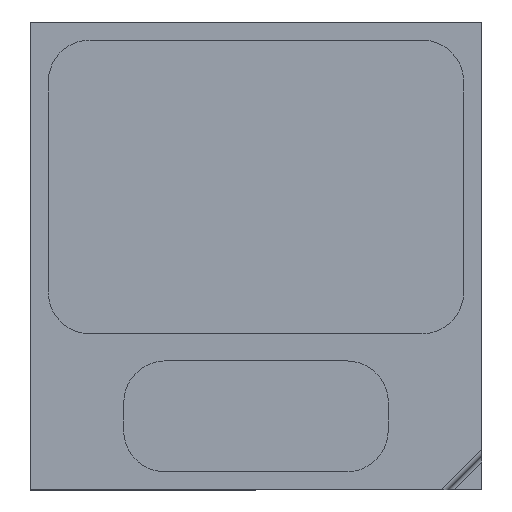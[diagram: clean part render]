
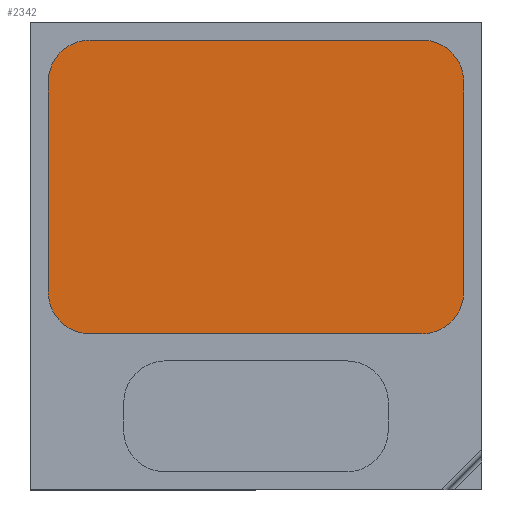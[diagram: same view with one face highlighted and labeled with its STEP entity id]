
A CAD part, top view. The second image highlights one B-rep face of the part: STEP entity #2342.
In plain terms, the highlighted planar face has unit normal (0, 0, 1).
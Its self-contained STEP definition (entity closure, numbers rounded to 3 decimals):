
#13 = LINE ( 'NONE', #2346, #2764 ) ;
#283 = CARTESIAN_POINT ( 'NONE',  ( 2.3, 1.926, 0. ) ) ;
#377 = ORIENTED_EDGE ( 'NONE', *, *, #1652, .F. ) ;
#383 = ORIENTED_EDGE ( 'NONE', *, *, #1656, .F. ) ;
#385 = ORIENTED_EDGE ( 'NONE', *, *, #1664, .F. ) ;
#387 = ORIENTED_EDGE ( 'NONE', *, *, #1676, .F. ) ;
#391 = ORIENTED_EDGE ( 'NONE', *, *, #1681, .F. ) ;
#405 = ORIENTED_EDGE ( 'NONE', *, *, #1685, .F. ) ;
#409 = ORIENTED_EDGE ( 'NONE', *, *, #1647, .F. ) ;
#413 = ORIENTED_EDGE ( 'NONE', *, *, #1651, .F. ) ;
#510 = CARTESIAN_POINT ( 'NONE',  ( 2.3, -0.398, 0. ) ) ;
#565 = VERTEX_POINT ( 'NONE', #2086 ) ;
#578 = EDGE_LOOP ( 'NONE', ( #413, #409, #405, #391, #387, #385, #383, #377 ) ) ;
#579 = AXIS2_PLACEMENT_3D ( 'NONE', #1233, #1190, #1187 ) ;
#611 = VECTOR ( 'NONE', #1183, 1000. ) ;
#717 = B_SPLINE_CURVE_WITH_KNOTS ( 'NONE', 3,
 ( #2204, #2298, #2185, #2126, #2122, #2110, #2075 ),
 .UNSPECIFIED., .F., .F.,
 ( 4, 1, 1, 1, 4 ),
 ( 0.755, 0.766, 0.776, 0.787, 0.797 ),
 .UNSPECIFIED. ) ;
#761 = VERTEX_POINT ( 'NONE', #1892 ) ;
#863 = CARTESIAN_POINT ( 'NONE',  ( 1.836, 2.39, 0. ) ) ;
#866 = CARTESIAN_POINT ( 'NONE',  ( 1.836, -0.862, 0. ) ) ;
#912 = CARTESIAN_POINT ( 'NONE',  ( -1.836, 2.39, 0. ) ) ;
#922 = CARTESIAN_POINT ( 'NONE',  ( -2.3, -0.398, 0. ) ) ;
#947 = CARTESIAN_POINT ( 'NONE',  ( -1.836, -0.862, 0. ) ) ;
#963 = CARTESIAN_POINT ( 'NONE',  ( 1.887, -0.862, 0. ) ) ;
#1071 = CARTESIAN_POINT ( 'NONE',  ( 2., -0.845, 0. ) ) ;
#1087 = CARTESIAN_POINT ( 'NONE',  ( 2.174, -0.739, 0. ) ) ;
#1145 = CARTESIAN_POINT ( 'NONE',  ( 2.283, -0.565, 0. ) ) ;
#1183 = DIRECTION ( 'NONE',  ( 0., -1., 0. ) ) ;
#1187 = DIRECTION ( 'NONE',  ( 0., -1., 0. ) ) ;
#1190 = DIRECTION ( 'NONE',  ( 0., 0., 1. ) ) ;
#1201 = CARTESIAN_POINT ( 'NONE',  ( 2.3, -0.45, 0. ) ) ;
#1233 = CARTESIAN_POINT ( 'NONE',  ( 0., 0., 0. ) ) ;
#1257 = CARTESIAN_POINT ( 'NONE',  ( 2.3, 0., 0. ) ) ;
#1258 = PLANE ( 'NONE',  #579 ) ;
#1270 = CARTESIAN_POINT ( 'NONE',  ( 2.3, -0.398, 0. ) ) ;
#1283 = CARTESIAN_POINT ( 'NONE',  ( 2.3, 1.926, 0. ) ) ;
#1315 = CARTESIAN_POINT ( 'NONE',  ( 2.3, 1.978, 0. ) ) ;
#1351 = VERTEX_POINT ( 'NONE', #922 ) ;
#1372 = CARTESIAN_POINT ( 'NONE',  ( 2.283, 2.093, 0. ) ) ;
#1402 = CARTESIAN_POINT ( 'NONE',  ( 2.174, 2.267, 0. ) ) ;
#1410 = CARTESIAN_POINT ( 'NONE',  ( 1.836, 2.39, 0. ) ) ;
#1441 = B_SPLINE_CURVE_WITH_KNOTS ( 'NONE', 3,
 ( #2050, #2642, #1921, #1916, #1863, #1812, #1795 ),
 .UNSPECIFIED., .F., .F.,
 ( 4, 1, 1, 1, 4 ),
 ( 0.959, 0.969, 0.979, 0.99, 1. ),
 .UNSPECIFIED. ) ;
#1447 = FACE_OUTER_BOUND ( 'NONE', #578, .T. ) ;
#1462 = VECTOR ( 'NONE', #1984, 1000. ) ;
#1538 = CARTESIAN_POINT ( 'NONE',  ( 2., 2.373, 0. ) ) ;
#1556 = CARTESIAN_POINT ( 'NONE',  ( 1.887, 2.39, 0. ) ) ;
#1647 = EDGE_CURVE ( 'NONE', #565, #2413, #13, .T. ) ;
#1651 = EDGE_CURVE ( 'NONE', #2413, #1351, #717, .T. ) ;
#1652 = EDGE_CURVE ( 'NONE', #1351, #761, #2296, .T. ) ;
#1656 = EDGE_CURVE ( 'NONE', #761, #2440, #1441, .T. ) ;
#1664 = EDGE_CURVE ( 'NONE', #2440, #2547, #2556, .T. ) ;
#1676 = EDGE_CURVE ( 'NONE', #2547, #1748, #1705, .T. ) ;
#1681 = EDGE_CURVE ( 'NONE', #1748, #2704, #2703, .T. ) ;
#1685 = EDGE_CURVE ( 'NONE', #2704, #565, #1952, .T. ) ;
#1705 = B_SPLINE_CURVE_WITH_KNOTS ( 'NONE', 3,
 ( #1410, #1556, #1538, #1402, #1372, #1315, #1283 ),
 .UNSPECIFIED., .F., .F.,
 ( 4, 1, 1, 1, 4 ),
 ( 0.255, 0.266, 0.276, 0.287, 0.297 ),
 .UNSPECIFIED. ) ;
#1748 = VERTEX_POINT ( 'NONE', #283 ) ;
#1795 = CARTESIAN_POINT ( 'NONE',  ( -1.836, 2.39, 0. ) ) ;
#1812 = CARTESIAN_POINT ( 'NONE',  ( -1.887, 2.39, 0. ) ) ;
#1863 = CARTESIAN_POINT ( 'NONE',  ( -2., 2.373, 0. ) ) ;
#1892 = CARTESIAN_POINT ( 'NONE',  ( -2.3, 1.926, 0. ) ) ;
#1916 = CARTESIAN_POINT ( 'NONE',  ( -2.174, 2.267, 0. ) ) ;
#1921 = CARTESIAN_POINT ( 'NONE',  ( -2.283, 2.093, 0. ) ) ;
#1952 = B_SPLINE_CURVE_WITH_KNOTS ( 'NONE', 3,
 ( #1270, #1201, #1145, #1087, #1071, #963, #866 ),
 .UNSPECIFIED., .F., .F.,
 ( 4, 1, 1, 1, 4 ),
 ( 0.459, 0.469, 0.479, 0.49, 0.5 ),
 .UNSPECIFIED. ) ;
#1983 = VECTOR ( 'NONE', #1995, 1000. ) ;
#1984 = DIRECTION ( 'NONE',  ( 1., 0., 0. ) ) ;
#1995 = DIRECTION ( 'NONE',  ( 0., 1., 0. ) ) ;
#2050 = CARTESIAN_POINT ( 'NONE',  ( -2.3, 1.926, 0. ) ) ;
#2075 = CARTESIAN_POINT ( 'NONE',  ( -2.3, -0.398, 0. ) ) ;
#2086 = CARTESIAN_POINT ( 'NONE',  ( 1.836, -0.862, 0. ) ) ;
#2110 = CARTESIAN_POINT ( 'NONE',  ( -2.3, -0.45, 0. ) ) ;
#2122 = CARTESIAN_POINT ( 'NONE',  ( -2.283, -0.565, 0. ) ) ;
#2126 = CARTESIAN_POINT ( 'NONE',  ( -2.174, -0.739, 0. ) ) ;
#2185 = CARTESIAN_POINT ( 'NONE',  ( -2., -0.845, 0. ) ) ;
#2198 = CARTESIAN_POINT ( 'NONE',  ( -2.3, 0., 0. ) ) ;
#2204 = CARTESIAN_POINT ( 'NONE',  ( -1.836, -0.862, 0. ) ) ;
#2296 = LINE ( 'NONE', #2198, #1983 ) ;
#2298 = CARTESIAN_POINT ( 'NONE',  ( -1.887, -0.862, 0. ) ) ;
#2332 = DIRECTION ( 'NONE',  ( -1., 0., 0. ) ) ;
#2342 = ADVANCED_FACE ( 'NONE', ( #1447 ), #1258, .T. ) ;
#2346 = CARTESIAN_POINT ( 'NONE',  ( 0., -0.862, 0. ) ) ;
#2370 = CARTESIAN_POINT ( 'NONE',  ( 0., 2.39, 0. ) ) ;
#2413 = VERTEX_POINT ( 'NONE', #947 ) ;
#2440 = VERTEX_POINT ( 'NONE', #912 ) ;
#2547 = VERTEX_POINT ( 'NONE', #863 ) ;
#2556 = LINE ( 'NONE', #2370, #1462 ) ;
#2642 = CARTESIAN_POINT ( 'NONE',  ( -2.3, 1.978, 0. ) ) ;
#2703 = LINE ( 'NONE', #1257, #611 ) ;
#2704 = VERTEX_POINT ( 'NONE', #510 ) ;
#2764 = VECTOR ( 'NONE', #2332, 1000. ) ;
